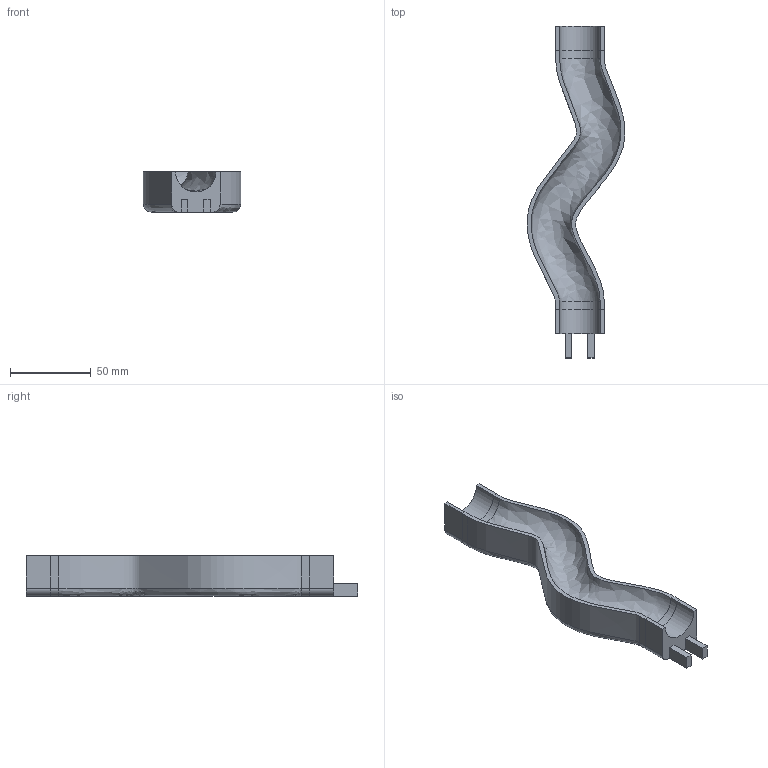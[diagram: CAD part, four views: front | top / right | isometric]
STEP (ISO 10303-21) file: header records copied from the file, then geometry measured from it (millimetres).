
FILE_DESCRIPTION(/* description */ ('STEP AP242','CAx-IF Rec.Pracs.---Representation and Presentation of Product Manufacturing Information (PMI)---4.0---2014-10-13','CAx-IF Rec.Pracs.---3D Tessellated Geometry---0.4---2014-09-14','2;1'),/* implementation_level */ '2;1');
FILE_NAME(/* name */ '669a0393da00496e5e8ec5b5',/* time_stamp */ '2024-07-19T06:11:32Z',/* author */ (''),/* organization */ (''),/* preprocessor_version */ 'ST-DEVELOPER v20',/* originating_system */ ' ',/* authorisation */ ' ');
FILE_SCHEMA (('AP242_MANAGED_MODEL_BASED_3D_ENGINEERING_MIM_LF { 1 0 10303 442 1 1 4 }'));
Length unit declared in the file: metre
Products named in the file (4): Assembly 1; Part 10; curve thing; Part 11
Assembly tree (3 placements, depth 2):
  Assembly 1
    Part 10
    curve thing
    Part 11
Bounding box: 60.49 x 205 x 25 mm (x, y, z)
Volume: 100848.4 mm3; surface area: 28694.4 mm2
Topology: 3 solids, 3 shells, 56 faces, 146 edges, 96 vertices
Faces by surface type: plane 39, cylinder 12, bspline 5
Entity records: 2923 total; most frequent: CARTESIAN_POINT 1465, ORIENTED_EDGE 292, DIRECTION 272, EDGE_CURVE 146, LINE 114, VECTOR 114, VERTEX_POINT 96, AXIS2_PLACEMENT_3D 79
